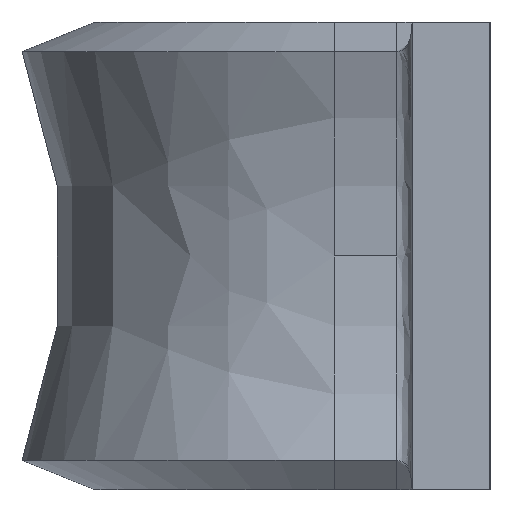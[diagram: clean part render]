
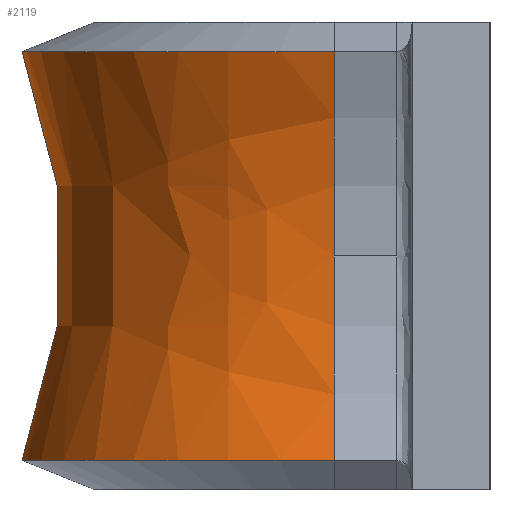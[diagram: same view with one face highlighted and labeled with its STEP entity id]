
A CAD part, left-side view. The second image highlights one B-rep face of the part: STEP entity #2119.
In plain terms, the highlighted free-form (B-spline) face has degree [3, 3] with [4, 4] control points.
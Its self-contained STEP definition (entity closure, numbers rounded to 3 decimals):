
#9 = VERTEX_POINT ( 'NONE', #1710 ) ;
#82 = VERTEX_POINT ( 'NONE', #1691 ) ;
#182 = CARTESIAN_POINT ( 'NONE',  ( 3.321, 2., -0.92 ) ) ;
#188 = DIRECTION ( 'NONE',  ( 0., 1., 0. ) ) ;
#284 = AXIS2_PLACEMENT_3D ( 'NONE', #1990, #1985, #1976 ) ;
#316 = CIRCLE ( 'NONE', #617, 7. ) ;
#381 = CARTESIAN_POINT ( 'NONE',  ( -3.321, 8.642, -0.92 ) ) ;
#393 = CARTESIAN_POINT ( 'NONE',  ( -3.5, 2., 0. ) ) ;
#417 = CARTESIAN_POINT ( 'NONE',  ( 10.5, 2., 0. ) ) ;
#449 = VERTEX_POINT ( 'NONE', #2357 ) ;
#509 = EDGE_CURVE ( 'NONE', #449, #82, #2271, .T. ) ;
#566 = CARTESIAN_POINT ( 'NONE',  ( 0., 2., -2.625 ) ) ;
#586 = CARTESIAN_POINT ( 'NONE',  ( 3.321, 2., 0.92 ) ) ;
#617 = AXIS2_PLACEMENT_3D ( 'NONE', #1407, #188, #1598 ) ;
#621 = DIRECTION ( 'NONE',  ( 1., 0., 0. ) ) ;
#638 = ORIENTED_EDGE ( 'NONE', *, *, #1701, .F. ) ;
#708 = ORIENTED_EDGE ( 'NONE', *, *, #509, .F. ) ;
#773 = DIRECTION ( 'NONE',  ( 1., 0., 0. ) ) ;
#776 = FACE_OUTER_BOUND ( 'NONE', #1282, .T. ) ;
#790 = CARTESIAN_POINT ( 'NONE',  ( -3.321, 8.642, 0.92 ) ) ;
#997 = CARTESIAN_POINT ( 'NONE',  ( 4.011, 2., 2.625 ) ) ;
#1035 = ORIENTED_EDGE ( 'NONE', *, *, #2071, .F. ) ;
#1059 = AXIS2_PLACEMENT_3D ( 'NONE', #566, #1956, #773 ) ;
#1182 = DIRECTION ( 'NONE',  ( 0., 1., 0. ) ) ;
#1192 = CARTESIAN_POINT ( 'NONE',  ( 4.011, 10.022, -2.625 ) ) ;
#1202 = CARTESIAN_POINT ( 'NONE',  ( -4.011, 10.022, 2.625 ) ) ;
#1282 = EDGE_LOOP ( 'NONE', ( #2268, #1457, #638, #1035, #708 ) ) ;
#1382 = CIRCLE ( 'NONE', #1059, 4.011 ) ;
#1400 = CARTESIAN_POINT ( 'NONE',  ( -4.011, 2., -2.625 ) ) ;
#1403 = VERTEX_POINT ( 'NONE', #2404 ) ;
#1407 = CARTESIAN_POINT ( 'NONE',  ( -10.5, 2., 0. ) ) ;
#1421 = AXIS2_PLACEMENT_3D ( 'NONE', #417, #1807, #621 ) ;
#1457 = ORIENTED_EDGE ( 'NONE', *, *, #2053, .F. ) ;
#1464 = AXIS2_PLACEMENT_3D ( 'NONE', #2317, #1182, #2503 ) ;
#1578 = CARTESIAN_POINT ( 'NONE',  ( 4.011, 2., -2.625 ) ) ;
#1585 = CARTESIAN_POINT ( 'NONE',  ( 3.321, 8.642, -0.92 ) ) ;
#1598 = DIRECTION ( 'NONE',  ( -1., 0., 0. ) ) ;
#1671 = CIRCLE ( 'NONE', #1421, 7. ) ;
#1691 = CARTESIAN_POINT ( 'NONE',  ( -4.011, 2., 2.625 ) ) ;
#1701 = EDGE_CURVE ( 'NONE', #1739, #9, #316, .T. ) ;
#1710 = CARTESIAN_POINT ( 'NONE',  ( -4.011, 2., -2.625 ) ) ;
#1739 = VERTEX_POINT ( 'NONE', #393 ) ;
#1778 = CARTESIAN_POINT ( 'NONE',  ( -3.321, 2., -0.92 ) ) ;
#1807 = DIRECTION ( 'NONE',  ( 0., -1., 0. ) ) ;
#1887 = CIRCLE ( 'NONE', #1464, 7. ) ;
#1956 = DIRECTION ( 'NONE',  ( 0., 0., -1. ) ) ;
#1973 = CARTESIAN_POINT ( 'NONE',  ( 3.321, 8.642, 0.92 ) ) ;
#1976 = DIRECTION ( 'NONE',  ( -1., 0., 0. ) ) ;
#1985 = DIRECTION ( 'NONE',  ( 0., 0., 1. ) ) ;
#1990 = CARTESIAN_POINT ( 'NONE',  ( 0., 2., 2.625 ) ) ;
#2053 = EDGE_CURVE ( 'NONE', #9, #1403, #1382, .T. ) ;
#2071 = EDGE_CURVE ( 'NONE', #82, #1739, #1887, .T. ) ;
#2076 =( BOUNDED_SURFACE ( )  B_SPLINE_SURFACE ( 3, 3, ( 
 ( #1578, #1192, #2512, #1400 ),
 ( #182, #1585, #381, #1778 ),
 ( #586, #1973, #790, #2161 ),
 ( #997, #2333, #1202, #2519 ) ),
 .UNSPECIFIED., .F., .F., .F. ) 
 B_SPLINE_SURFACE_WITH_KNOTS ( ( 4, 4 ),
 ( 4, 4 ),
 ( 0., 1. ),
 ( 0., 1. ),
 .UNSPECIFIED. ) 
 GEOMETRIC_REPRESENTATION_ITEM ( )  RATIONAL_B_SPLINE_SURFACE ( (
 ( 1., 0.333, 0.333, 1.),
 ( 0.951, 0.317, 0.317, 0.951),
 ( 0.951, 0.317, 0.317, 0.951),
 ( 1., 0.333, 0.333, 1.) ) ) 
 REPRESENTATION_ITEM ( '' )  SURFACE ( )  );
#2119 = ADVANCED_FACE ( 'NONE', ( #776 ), #2076, .F. ) ;
#2161 = CARTESIAN_POINT ( 'NONE',  ( -3.321, 2., 0.92 ) ) ;
#2178 = EDGE_CURVE ( 'NONE', #449, #1403, #1671, .T. ) ;
#2268 = ORIENTED_EDGE ( 'NONE', *, *, #2178, .T. ) ;
#2271 = CIRCLE ( 'NONE', #284, 4.011 ) ;
#2317 = CARTESIAN_POINT ( 'NONE',  ( -10.5, 2., 0. ) ) ;
#2333 = CARTESIAN_POINT ( 'NONE',  ( 4.011, 10.022, 2.625 ) ) ;
#2357 = CARTESIAN_POINT ( 'NONE',  ( 4.011, 2., 2.625 ) ) ;
#2404 = CARTESIAN_POINT ( 'NONE',  ( 4.011, 2., -2.625 ) ) ;
#2503 = DIRECTION ( 'NONE',  ( -1., 0., 0. ) ) ;
#2512 = CARTESIAN_POINT ( 'NONE',  ( -4.011, 10.022, -2.625 ) ) ;
#2519 = CARTESIAN_POINT ( 'NONE',  ( -4.011, 2., 2.625 ) ) ;
